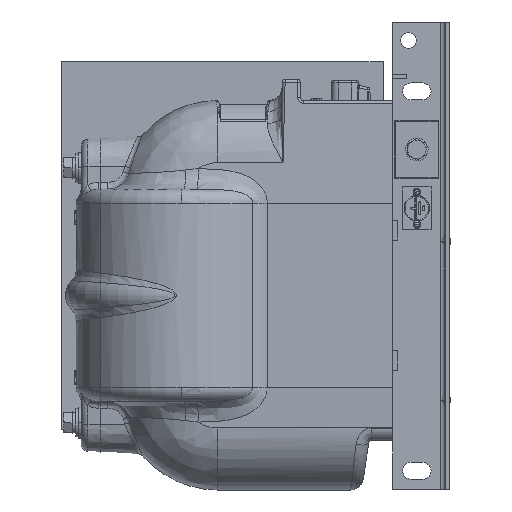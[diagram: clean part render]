
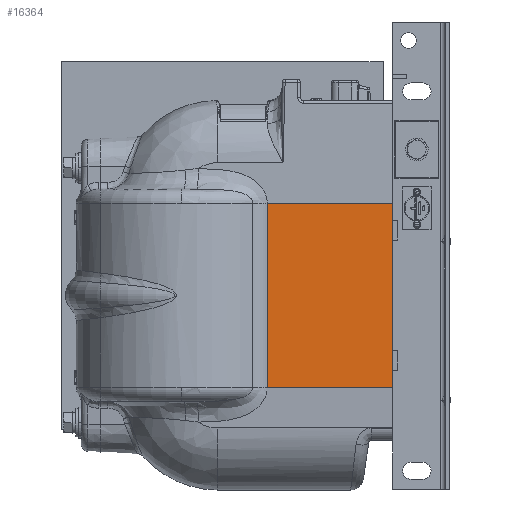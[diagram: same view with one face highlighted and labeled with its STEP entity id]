
A CAD part, left-side view. The second image highlights one B-rep face of the part: STEP entity #16364.
In plain terms, the highlighted planar face has unit normal (-1, 0, 0).
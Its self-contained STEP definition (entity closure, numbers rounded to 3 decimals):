
#1117 = ORIENTED_EDGE ( 'NONE', *, *, #44352, .F. ) ;
#4506 = EDGE_LOOP ( 'NONE', ( #1117, #75227, #75228, #75185, #75223 ) ) ;
#10008 = EDGE_CURVE ( 'NONE', #37662, #37824, #55863, .T. ) ;
#16364 = ADVANCED_FACE ( 'NONE', ( #50074 ), #73110, .T. ) ;
#19334 = CARTESIAN_POINT ( 'NONE',  ( -205., 0., -87.8 ) ) ;
#19349 = CARTESIAN_POINT ( 'NONE',  ( -205., 0., -217.8 ) ) ;
#19417 = CARTESIAN_POINT ( 'NONE',  ( -205., 88.708, -217.8 ) ) ;
#22252 = CARTESIAN_POINT ( 'NONE',  ( -205., 88.707, -87.8 ) ) ;
#22292 = CARTESIAN_POINT ( 'NONE',  ( -205., 88.707, -217.8 ) ) ;
#30692 = LINE ( 'NONE', #48876, #30710 ) ;
#30710 = VECTOR ( 'NONE', #48907, 1000. ) ;
#32218 = EDGE_CURVE ( 'NONE', #37730, #37662, #40136, .T. ) ;
#32236 = EDGE_CURVE ( 'NONE', #37660, #37730, #30692, .T. ) ;
#37660 = VERTEX_POINT ( 'NONE', #22252 ) ;
#37662 = VERTEX_POINT ( 'NONE', #22292 ) ;
#37730 = VERTEX_POINT ( 'NONE', #19417 ) ;
#37788 = VERTEX_POINT ( 'NONE', #19334 ) ;
#37824 = VERTEX_POINT ( 'NONE', #19349 ) ;
#40136 = B_SPLINE_CURVE_WITH_KNOTS ( 'NONE', 3,
 ( #48555, #48720, #48726, #48728 ),
 .UNSPECIFIED., .F., .F.,
 ( 4, 4 ),
 ( 0., 0. ),
 .UNSPECIFIED. ) ;
#43057 = CARTESIAN_POINT ( 'NONE',  ( -205., 0., -15.3 ) ) ;
#43087 = DIRECTION ( 'NONE',  ( 0., 0., -1. ) ) ;
#43099 = CARTESIAN_POINT ( 'NONE',  ( -205., 123.725, -87.8 ) ) ;
#43107 = DIRECTION ( 'NONE',  ( 0., 1., 0. ) ) ;
#44352 = EDGE_CURVE ( 'NONE', #37788, #37824, #54884, .T. ) ;
#44357 = EDGE_CURVE ( 'NONE', #37788, #37660, #54880, .T. ) ;
#45303 = CARTESIAN_POINT ( 'NONE',  ( -205., 123.725, -217.8 ) ) ;
#45336 = DIRECTION ( 'NONE',  ( 0., -1., 0. ) ) ;
#45518 = AXIS2_PLACEMENT_3D ( 'NONE', #73100, #73106, #73093 ) ;
#48555 = CARTESIAN_POINT ( 'NONE',  ( -205., 88.708, -217.8 ) ) ;
#48720 = CARTESIAN_POINT ( 'NONE',  ( -205., 88.707, -217.8 ) ) ;
#48726 = CARTESIAN_POINT ( 'NONE',  ( -205., 88.707, -217.8 ) ) ;
#48728 = CARTESIAN_POINT ( 'NONE',  ( -205., 88.707, -217.8 ) ) ;
#48876 = CARTESIAN_POINT ( 'NONE',  ( -205., 88.708, -85.3 ) ) ;
#48907 = DIRECTION ( 'NONE',  ( 0., 0., -1. ) ) ;
#50074 = FACE_OUTER_BOUND ( 'NONE', #4506, .T. ) ;
#54868 = VECTOR ( 'NONE', #43087, 1000. ) ;
#54870 = VECTOR ( 'NONE', #43107, 1000. ) ;
#54880 = LINE ( 'NONE', #43099, #54870 ) ;
#54884 = LINE ( 'NONE', #43057, #54868 ) ;
#55844 = VECTOR ( 'NONE', #45336, 1000. ) ;
#55863 = LINE ( 'NONE', #45303, #55844 ) ;
#73093 = DIRECTION ( 'NONE',  ( 0., 0., 1. ) ) ;
#73100 = CARTESIAN_POINT ( 'NONE',  ( -205., 123.725, -85.3 ) ) ;
#73106 = DIRECTION ( 'NONE',  ( -1., 0., 0. ) ) ;
#73110 = PLANE ( 'NONE',  #45518 ) ;
#75185 = ORIENTED_EDGE ( 'NONE', *, *, #32218, .T. ) ;
#75223 = ORIENTED_EDGE ( 'NONE', *, *, #10008, .T. ) ;
#75227 = ORIENTED_EDGE ( 'NONE', *, *, #44357, .T. ) ;
#75228 = ORIENTED_EDGE ( 'NONE', *, *, #32236, .T. ) ;
